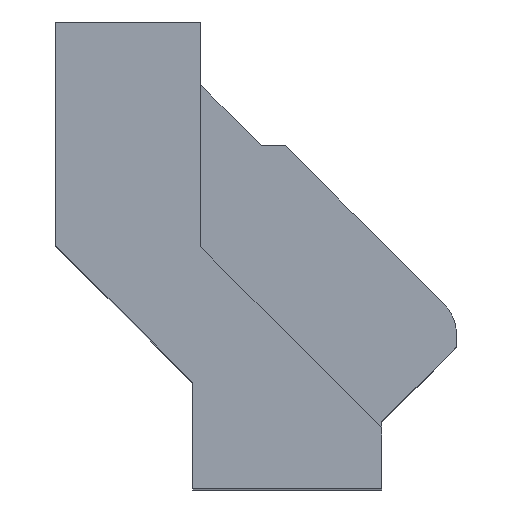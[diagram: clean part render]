
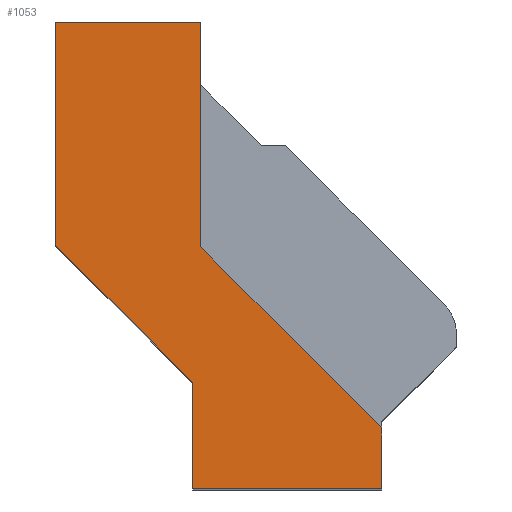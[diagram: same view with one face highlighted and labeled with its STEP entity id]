
A CAD part, top view. The second image highlights one B-rep face of the part: STEP entity #1053.
In plain terms, the highlighted planar face has unit normal (0, 0, 1).
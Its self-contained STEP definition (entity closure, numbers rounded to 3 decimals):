
#25 = LINE ( 'NONE', #719, #265 ) ;
#58 = DIRECTION ( 'NONE',  ( 0., -1., 0. ) ) ;
#66 = VERTEX_POINT ( 'NONE', #700 ) ;
#95 = VECTOR ( 'NONE', #1102, 1000. ) ;
#97 = DIRECTION ( 'NONE',  ( -1., 0., 0. ) ) ;
#100 = CARTESIAN_POINT ( 'NONE',  ( -2.839, 5.252, 14.8 ) ) ;
#114 = AXIS2_PLACEMENT_3D ( 'NONE', #432, #1385, #97 ) ;
#124 = CARTESIAN_POINT ( 'NONE',  ( 1.621, -4.75, 14.8 ) ) ;
#140 = LINE ( 'NONE', #1050, #381 ) ;
#144 = VECTOR ( 'NONE', #854, 1000. ) ;
#265 = VECTOR ( 'NONE', #1158, 1000. ) ;
#313 = EDGE_CURVE ( 'NONE', #528, #901, #1249, .T. ) ;
#363 = VERTEX_POINT ( 'NONE', #903 ) ;
#373 = ORIENTED_EDGE ( 'NONE', *, *, #860, .F. ) ;
#381 = VECTOR ( 'NONE', #814, 1000. ) ;
#385 = CARTESIAN_POINT ( 'NONE',  ( -2.839, 5.252, 14.8 ) ) ;
#386 = ORIENTED_EDGE ( 'NONE', *, *, #1259, .F. ) ;
#387 = VERTEX_POINT ( 'NONE', #662 ) ;
#419 = EDGE_CURVE ( 'NONE', #66, #1458, #25, .T. ) ;
#428 = EDGE_CURVE ( 'NONE', #1458, #1193, #140, .T. ) ;
#429 = ORIENTED_EDGE ( 'NONE', *, *, #602, .F. ) ;
#432 = CARTESIAN_POINT ( 'NONE',  ( 0., 0., 14.8 ) ) ;
#439 = PLANE ( 'NONE',  #114 ) ;
#524 = LINE ( 'NONE', #1444, #1130 ) ;
#528 = VERTEX_POINT ( 'NONE', #385 ) ;
#531 = ORIENTED_EDGE ( 'NONE', *, *, #419, .F. ) ;
#542 = LINE ( 'NONE', #892, #95 ) ;
#550 = EDGE_CURVE ( 'NONE', #387, #528, #1190, .T. ) ;
#563 = EDGE_LOOP ( 'NONE', ( #609, #671, #429, #373, #976, #531, #1210, #386 ) ) ;
#602 = EDGE_CURVE ( 'NONE', #363, #387, #692, .T. ) ;
#609 = ORIENTED_EDGE ( 'NONE', *, *, #313, .F. ) ;
#630 = CARTESIAN_POINT ( 'NONE',  ( -2.839, -0.291, 14.8 ) ) ;
#662 = CARTESIAN_POINT ( 'NONE',  ( -6.414, 5.252, 14.8 ) ) ;
#671 = ORIENTED_EDGE ( 'NONE', *, *, #550, .F. ) ;
#682 = DIRECTION ( 'NONE',  ( 0., 1., 0. ) ) ;
#692 = LINE ( 'NONE', #770, #899 ) ;
#700 = CARTESIAN_POINT ( 'NONE',  ( 1.621, -6.25, 14.8 ) ) ;
#705 = VECTOR ( 'NONE', #1243, 1000. ) ;
#719 = CARTESIAN_POINT ( 'NONE',  ( 1.621, -6.25, 14.8 ) ) ;
#755 = CARTESIAN_POINT ( 'NONE',  ( -2.839, 5.252, 14.8 ) ) ;
#770 = CARTESIAN_POINT ( 'NONE',  ( -6.414, 5.252, 14.8 ) ) ;
#814 = DIRECTION ( 'NONE',  ( 0., 1., 0. ) ) ;
#854 = DIRECTION ( 'NONE',  ( 1., 0., 0. ) ) ;
#860 = EDGE_CURVE ( 'NONE', #1193, #363, #542, .T. ) ;
#892 = CARTESIAN_POINT ( 'NONE',  ( -3.039, -3.625, 14.8 ) ) ;
#899 = VECTOR ( 'NONE', #682, 1000. ) ;
#901 = VERTEX_POINT ( 'NONE', #630 ) ;
#903 = CARTESIAN_POINT ( 'NONE',  ( -6.414, -0.25, 14.8 ) ) ;
#969 = CARTESIAN_POINT ( 'NONE',  ( -2.839, -0.291, 14.8 ) ) ;
#976 = ORIENTED_EDGE ( 'NONE', *, *, #428, .F. ) ;
#1011 = VECTOR ( 'NONE', #1429, 1000. ) ;
#1050 = CARTESIAN_POINT ( 'NONE',  ( -3.039, -6.25, 14.8 ) ) ;
#1053 = ADVANCED_FACE ( 'NONE', ( #1479 ), #439, .F. ) ;
#1066 = CARTESIAN_POINT ( 'NONE',  ( -3.039, -3.625, 14.8 ) ) ;
#1102 = DIRECTION ( 'NONE',  ( -0.707, 0.707, 0. ) ) ;
#1130 = VECTOR ( 'NONE', #58, 1000. ) ;
#1158 = DIRECTION ( 'NONE',  ( -1., 0., 0. ) ) ;
#1190 = LINE ( 'NONE', #755, #144 ) ;
#1193 = VERTEX_POINT ( 'NONE', #1066 ) ;
#1210 = ORIENTED_EDGE ( 'NONE', *, *, #1310, .F. ) ;
#1221 = LINE ( 'NONE', #969, #1011 ) ;
#1243 = DIRECTION ( 'NONE',  ( 0., -1., 0. ) ) ;
#1249 = LINE ( 'NONE', #100, #705 ) ;
#1259 = EDGE_CURVE ( 'NONE', #901, #1484, #1221, .T. ) ;
#1310 = EDGE_CURVE ( 'NONE', #1484, #66, #524, .T. ) ;
#1354 = CARTESIAN_POINT ( 'NONE',  ( -3.039, -6.25, 14.8 ) ) ;
#1385 = DIRECTION ( 'NONE',  ( 0., 0., -1. ) ) ;
#1429 = DIRECTION ( 'NONE',  ( 0.707, -0.707, 0. ) ) ;
#1444 = CARTESIAN_POINT ( 'NONE',  ( 1.621, -4.75, 14.8 ) ) ;
#1458 = VERTEX_POINT ( 'NONE', #1354 ) ;
#1479 = FACE_OUTER_BOUND ( 'NONE', #563, .T. ) ;
#1484 = VERTEX_POINT ( 'NONE', #124 ) ;
